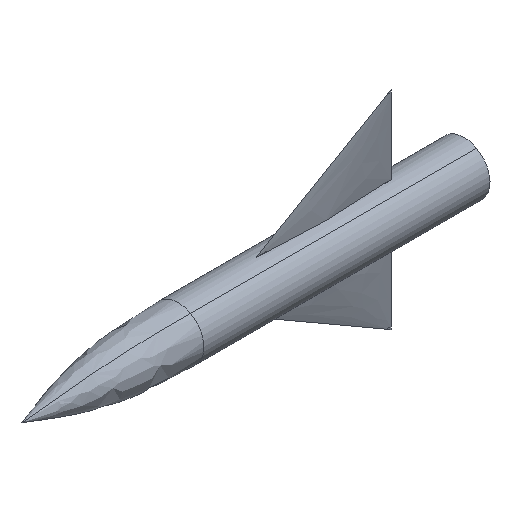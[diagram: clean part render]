
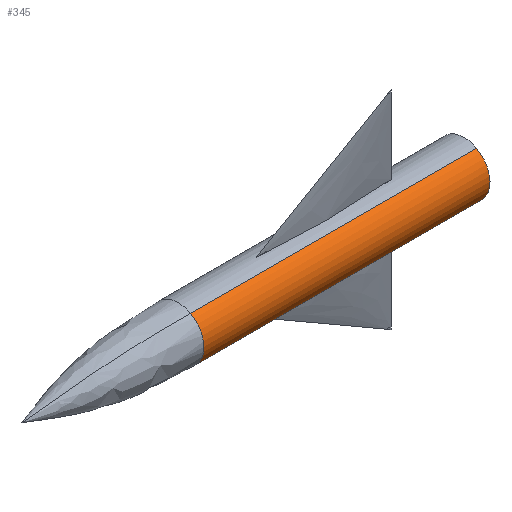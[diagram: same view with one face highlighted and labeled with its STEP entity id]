
A CAD part, isometric view. The second image highlights one B-rep face of the part: STEP entity #345.
In plain terms, the highlighted cylindrical face has radius 73.66 mm (diameter 147.32 mm), a partial arc.
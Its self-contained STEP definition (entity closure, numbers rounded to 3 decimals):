
#228=CARTESIAN_POINT('Vertex',(1045.692,0.,-73.66)) ;
#238=CARTESIAN_POINT('Vertex',(662.944,0.,-73.66)) ;
#242=CARTESIAN_POINT('Control Point',(662.944,0.,-73.66)) ;
#243=CARTESIAN_POINT('Control Point',(739.333,6.121,-73.66)) ;
#244=CARTESIAN_POINT('Control Point',(815.246,9.224,-73.019)) ;
#245=CARTESIAN_POINT('Control Point',(892.678,9.193,-73.021)) ;
#246=CARTESIAN_POINT('Control Point',(969.303,6.121,-73.66)) ;
#247=CARTESIAN_POINT('Control Point',(1045.692,0.,-73.66)) ;
#288=CARTESIAN_POINT('Control Point',(662.944,0.,-73.66)) ;
#289=CARTESIAN_POINT('Control Point',(739.333,-6.121,-73.66)) ;
#290=CARTESIAN_POINT('Control Point',(815.246,-9.224,-73.019)) ;
#291=CARTESIAN_POINT('Control Point',(892.678,-9.193,-73.021)) ;
#292=CARTESIAN_POINT('Control Point',(969.303,-6.121,-73.66)) ;
#293=CARTESIAN_POINT('Control Point',(1045.692,0.,-73.66)) ;
#302=CARTESIAN_POINT('Axis2P3D Location',(1252.22,0.,0.)) ;
#307=CARTESIAN_POINT('Axis2P3D Location',(1252.22,0.,0.)) ;
#311=CARTESIAN_POINT('Vertex',(1252.22,-35.314,64.643)) ;
#313=CARTESIAN_POINT('Vertex',(1252.22,35.314,-64.643)) ;
#316=CARTESIAN_POINT('Line Origine',(847.09,-35.314,64.643)) ;
#320=CARTESIAN_POINT('Vertex',(441.96,-35.314,64.643)) ;
#323=CARTESIAN_POINT('Axis2P3D Location',(441.96,0.,0.)) ;
#327=CARTESIAN_POINT('Vertex',(441.96,35.314,-64.643)) ;
#330=CARTESIAN_POINT('Line Origine',(847.09,35.314,-64.643)) ;
#303=DIRECTION('Axis2P3D Direction',(1.,0.,-0.)) ;
#304=DIRECTION('Axis2P3D XDirection',(0.,-0.479,0.878)) ;
#308=DIRECTION('Axis2P3D Direction',(1.,0.,-0.)) ;
#317=DIRECTION('Vector Direction',(1.,0.,0.)) ;
#324=DIRECTION('Axis2P3D Direction',(1.,0.,-0.)) ;
#331=DIRECTION('Vector Direction',(1.,0.,0.)) ;
#305=AXIS2_PLACEMENT_3D('Cylinder Axis2P3D',#302,#303,#304) ;
#309=AXIS2_PLACEMENT_3D('Circle Axis2P3D',#307,#308,$) ;
#325=AXIS2_PLACEMENT_3D('Circle Axis2P3D',#323,#324,$) ;
#336=ORIENTED_EDGE('',*,*,#315,.F.) ;
#337=ORIENTED_EDGE('',*,*,#322,.T.) ;
#338=ORIENTED_EDGE('',*,*,#329,.T.) ;
#339=ORIENTED_EDGE('',*,*,#334,.F.) ;
#342=ORIENTED_EDGE('',*,*,#248,.F.) ;
#343=ORIENTED_EDGE('',*,*,#294,.T.) ;
#344=FACE_BOUND('',#341,.T.) ;
#318=VECTOR('Line Direction',#317,1.) ;
#332=VECTOR('Line Direction',#331,1.) ;
#345=ADVANCED_FACE('PartBody',(#340,#344),#306,.T.) ;
#241=B_SPLINE_CURVE_WITH_KNOTS('',5,(#242,#243,#244,#245,#246,#247),.UNSPECIFIED.,.F.,.U.,(6,6),(0.,638.614),.UNSPECIFIED.) ;
#287=B_SPLINE_CURVE_WITH_KNOTS('',5,(#288,#289,#290,#291,#292,#293),.UNSPECIFIED.,.F.,.U.,(6,6),(0.,638.614),.UNSPECIFIED.) ;
#310=CIRCLE('generated circle',#309,73.66) ;
#326=CIRCLE('generated circle',#325,73.66) ;
#306=CYLINDRICAL_SURFACE('generated cylinder',#305,73.66) ;
#248=EDGE_CURVE('',#239,#229,#241,.T.) ;
#294=EDGE_CURVE('',#239,#229,#287,.T.) ;
#315=EDGE_CURVE('',#312,#314,#310,.T.) ;
#322=EDGE_CURVE('',#312,#321,#319,.F.) ;
#329=EDGE_CURVE('',#321,#328,#326,.T.) ;
#334=EDGE_CURVE('',#314,#328,#333,.F.) ;
#335=EDGE_LOOP('',(#336,#337,#338,#339)) ;
#341=EDGE_LOOP('',(#342,#343)) ;
#340=FACE_OUTER_BOUND('',#335,.T.) ;
#319=LINE('Line',#316,#318) ;
#333=LINE('Line',#330,#332) ;
#229=VERTEX_POINT('',#228) ;
#239=VERTEX_POINT('',#238) ;
#312=VERTEX_POINT('',#311) ;
#314=VERTEX_POINT('',#313) ;
#321=VERTEX_POINT('',#320) ;
#328=VERTEX_POINT('',#327) ;
